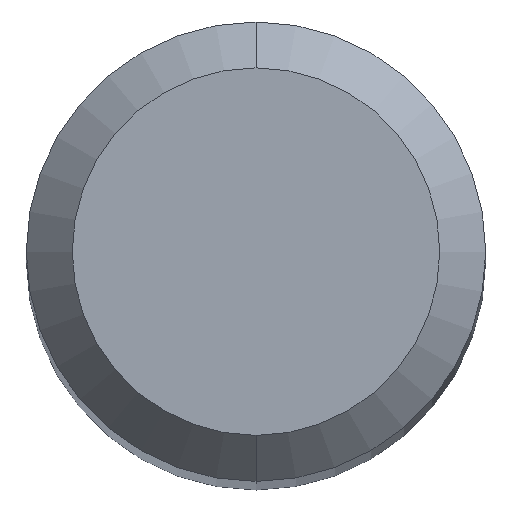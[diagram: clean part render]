
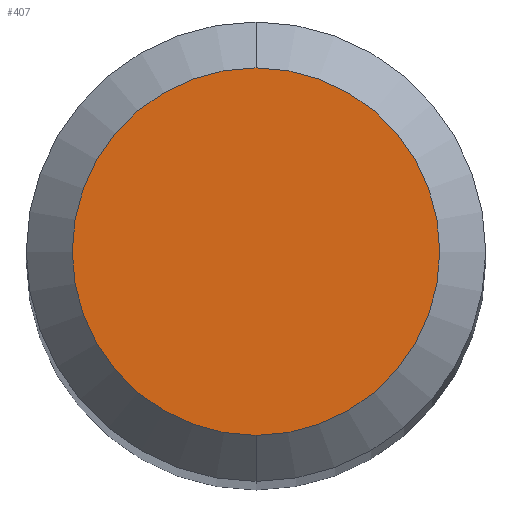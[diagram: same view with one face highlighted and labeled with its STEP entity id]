
A CAD part, top view. The second image highlights one B-rep face of the part: STEP entity #407.
In plain terms, the highlighted planar face has unit normal (0, 0, 1).
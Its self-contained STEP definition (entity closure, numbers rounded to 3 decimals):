
#243=VERTEX_POINT('',#540);
#317=VERTEX_POINT('',#625);
#319=EDGE_CURVE('',#243,#317,#627,.T.);
#389=EDGE_CURVE('',#317,#243,#702,.T.);
#407=ADVANCED_FACE('',(#721),#722,.T.);
#540=CARTESIAN_POINT('',(0.0,1.2,31.329));
#625=CARTESIAN_POINT('',(0.,-1.2,31.329));
#627=CIRCLE('',#1117,1.2);
#702=CIRCLE('',#1283,1.2);
#721=FACE_OUTER_BOUND('',#1311,.T.);
#722=PLANE('',#1312);
#1117=AXIS2_PLACEMENT_3D('',#1626,#1627,#1628);
#1283=AXIS2_PLACEMENT_3D('',#1687,#1688,#1689);
#1311=EDGE_LOOP('',(#1705,#1706));
#1312=AXIS2_PLACEMENT_3D('',#1707,#1708,#1709);
#1626=CARTESIAN_POINT('',(0.0,0.0,31.329));
#1627=DIRECTION('',(0.0,0.0,-1.0));
#1628=DIRECTION('',(0.0,1.0,0.0));
#1687=CARTESIAN_POINT('',(0.0,0.0,31.329));
#1688=DIRECTION('',(0.0,0.0,-1.0));
#1689=DIRECTION('',(0.0,1.0,0.0));
#1705=ORIENTED_EDGE('',*,*,#319,.F.);
#1706=ORIENTED_EDGE('',*,*,#389,.F.);
#1707=CARTESIAN_POINT('',(0.0,0.6,31.329));
#1708=DIRECTION('',(-0.0,0.0,1.0));
#1709=DIRECTION('',(0.0,-1.0,0.0));
